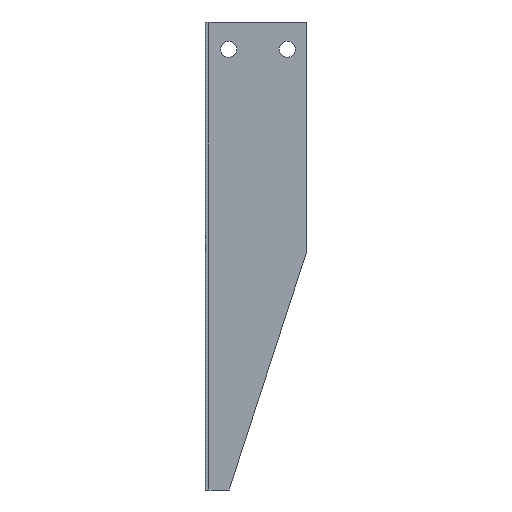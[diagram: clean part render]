
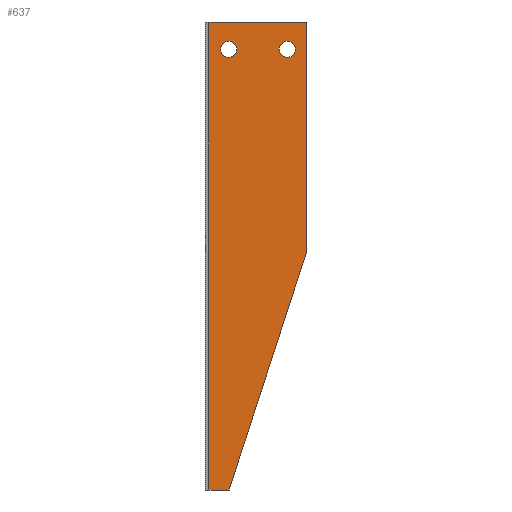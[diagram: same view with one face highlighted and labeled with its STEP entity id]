
A CAD part, front view. The second image highlights one B-rep face of the part: STEP entity #637.
In plain terms, the highlighted planar face has unit normal (0, -1, 0).
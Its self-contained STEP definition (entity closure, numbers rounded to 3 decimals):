
#28=FACE_BOUND('',#93,.T.);
#29=FACE_BOUND('',#94,.T.);
#44=CIRCLE('',#700,4.1);
#45=CIRCLE('',#701,4.1);
#57=FACE_OUTER_BOUND('',#92,.T.);
#92=EDGE_LOOP('',(#431,#432,#433,#434,#435,#436,#437));
#93=EDGE_LOOP('',(#438));
#94=EDGE_LOOP('',(#439));
#144=LINE('',#961,#211);
#145=LINE('',#963,#212);
#146=LINE('',#965,#213);
#147=LINE('',#967,#214);
#148=LINE('',#969,#215);
#149=LINE('',#971,#216);
#150=LINE('',#972,#217);
#211=VECTOR('',#777,10.);
#212=VECTOR('',#778,10.);
#213=VECTOR('',#779,10.);
#214=VECTOR('',#780,10.);
#215=VECTOR('',#781,10.);
#216=VECTOR('',#782,10.);
#217=VECTOR('',#783,10.);
#286=VERTEX_POINT('',#959);
#287=VERTEX_POINT('',#960);
#288=VERTEX_POINT('',#962);
#289=VERTEX_POINT('',#964);
#290=VERTEX_POINT('',#966);
#291=VERTEX_POINT('',#968);
#292=VERTEX_POINT('',#970);
#293=VERTEX_POINT('',#973);
#294=VERTEX_POINT('',#975);
#344=EDGE_CURVE('',#286,#287,#144,.T.);
#345=EDGE_CURVE('',#287,#288,#145,.T.);
#346=EDGE_CURVE('',#288,#289,#146,.T.);
#347=EDGE_CURVE('',#289,#290,#147,.T.);
#348=EDGE_CURVE('',#290,#291,#148,.T.);
#349=EDGE_CURVE('',#291,#292,#149,.T.);
#350=EDGE_CURVE('',#286,#292,#150,.T.);
#351=EDGE_CURVE('',#293,#293,#44,.T.);
#352=EDGE_CURVE('',#294,#294,#45,.T.);
#431=ORIENTED_EDGE('',*,*,#344,.T.);
#432=ORIENTED_EDGE('',*,*,#345,.T.);
#433=ORIENTED_EDGE('',*,*,#346,.T.);
#434=ORIENTED_EDGE('',*,*,#347,.T.);
#435=ORIENTED_EDGE('',*,*,#348,.T.);
#436=ORIENTED_EDGE('',*,*,#349,.T.);
#437=ORIENTED_EDGE('',*,*,#350,.F.);
#438=ORIENTED_EDGE('',*,*,#351,.T.);
#439=ORIENTED_EDGE('',*,*,#352,.T.);
#584=PLANE('',#699);
#637=ADVANCED_FACE('',(#57,#28,#29),#584,.F.);
#699=AXIS2_PLACEMENT_3D('',#958,#775,#776);
#700=AXIS2_PLACEMENT_3D('',#974,#784,#785);
#701=AXIS2_PLACEMENT_3D('',#976,#786,#787);
#775=DIRECTION('center_axis',(0.,1.,0.));
#776=DIRECTION('ref_axis',(0.,0.,1.));
#777=DIRECTION('',(1.,0.,0.));
#778=DIRECTION('',(0.309,0.,0.951));
#779=DIRECTION('',(0.,0.,1.));
#780=DIRECTION('',(-1.,0.,0.));
#781=DIRECTION('',(-1.,0.,0.));
#782=DIRECTION('',(0.,0.,-1.));
#783=DIRECTION('',(-1.,0.,0.));
#784=DIRECTION('center_axis',(0.,1.,0.));
#785=DIRECTION('ref_axis',(-1.,0.,0.));
#786=DIRECTION('center_axis',(0.,1.,0.));
#787=DIRECTION('ref_axis',(-1.,0.,0.));
#958=CARTESIAN_POINT('Origin',(-26.,0.,-120.));
#959=CARTESIAN_POINT('',(-49.,0.,-240.));
#960=CARTESIAN_POINT('',(-39.735,0.,-240.));
#961=CARTESIAN_POINT('',(-52.,0.,-240.));
#962=CARTESIAN_POINT('',(0.,0.,-117.71));
#963=CARTESIAN_POINT('',(-1.578,0.,-122.566));
#964=CARTESIAN_POINT('',(0.,0.,0.));
#965=CARTESIAN_POINT('',(0.,0.,-240.));
#966=CARTESIAN_POINT('',(-49.,0.,0.));
#967=CARTESIAN_POINT('',(0.,0.,0.));
#968=CARTESIAN_POINT('',(-50.5,0.,0.));
#969=CARTESIAN_POINT('',(-39.,0.,0.));
#970=CARTESIAN_POINT('',(-50.5,0.,-240.));
#971=CARTESIAN_POINT('',(-50.5,0.,-120.));
#972=CARTESIAN_POINT('',(-39.,0.,-240.));
#973=CARTESIAN_POINT('',(-35.9,0.,-14.));
#974=CARTESIAN_POINT('Origin',(-40.,0.,-14.));
#975=CARTESIAN_POINT('',(-5.9,0.,-14.));
#976=CARTESIAN_POINT('Origin',(-10.,0.,-14.));
